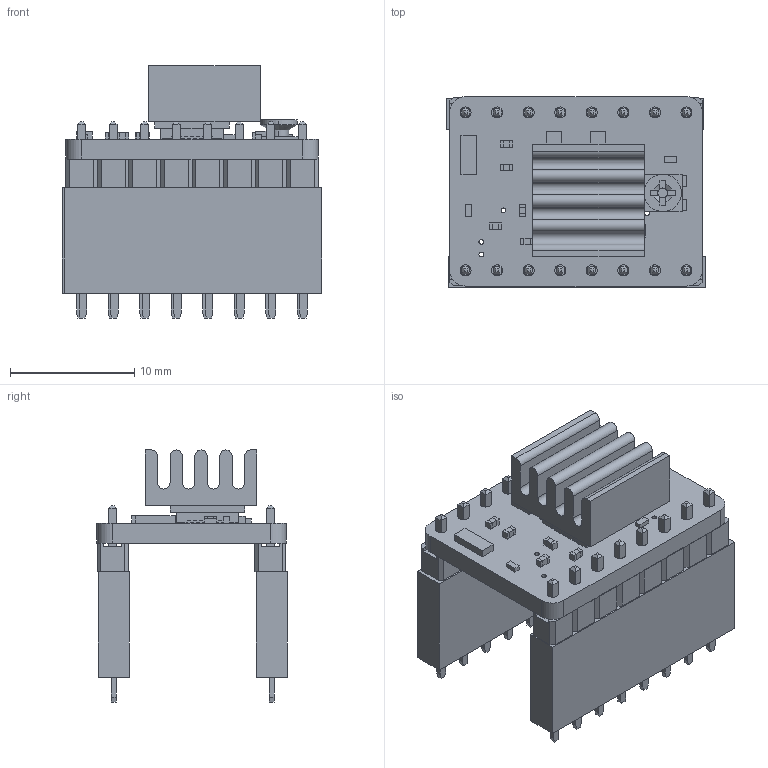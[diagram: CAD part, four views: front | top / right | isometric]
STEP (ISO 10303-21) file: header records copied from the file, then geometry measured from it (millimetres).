
FILE_DESCRIPTION (( 'STEP AP214' ), '1' );
FILE_NAME ('a4988.STEP', '2020-03-06T16:44:46', ( '' ), ( '' ), 'SwSTEP 2.0', 'SolidWorks 2017', '' );
FILE_SCHEMA (( 'AUTOMOTIVE_DESIGN' ));
Length unit declared in the file: millimetre
Products named in the file (11): TRIMPOT3MM_TRIMPOTSMD; Heatsink For A4988; Pin header pitch 2.54mm_08 contacts; 0402RES_RESISTOR0402RES; 1206_CAP1206; QFN28ET_A4983; 0402CAP_CAP0402CAP; stepstick; a4988; Header Socket 8-way; 0805_RESISTOR
Assembly tree (21 placements, depth 2):
  a4988
    stepstick
    0402CAP_CAP0402CAP  x6
    1206_CAP1206
    QFN28ET_A4983
    0402RES_RESISTOR0402RES  x4
    0805_RESISTOR  x2
    TRIMPOT3MM_TRIMPOTSMD
    Pin header pitch 2.54mm_08 contacts  x2
    Heatsink For A4988
    Header Socket 8-way  x2
Bounding box: 20.92 x 15.32 x 20.29 mm (x, y, z)
Volume: 1864.2 mm3; surface area: 4098 mm2
Topology: 112 solids, 112 shells, 1432 faces, 3371 edges, 2182 vertices
Faces by surface type: plane 1260, cylinder 166, cone 6
Entity records: 28040 total; most frequent: CARTESIAN_POINT 4633, DIRECTION 4445, ORIENTED_EDGE 4438, EDGE_CURVE 2219, LINE 1865, VECTOR 1865, VERTEX_POINT 1446, AXIS2_PLACEMENT_3D 1290
